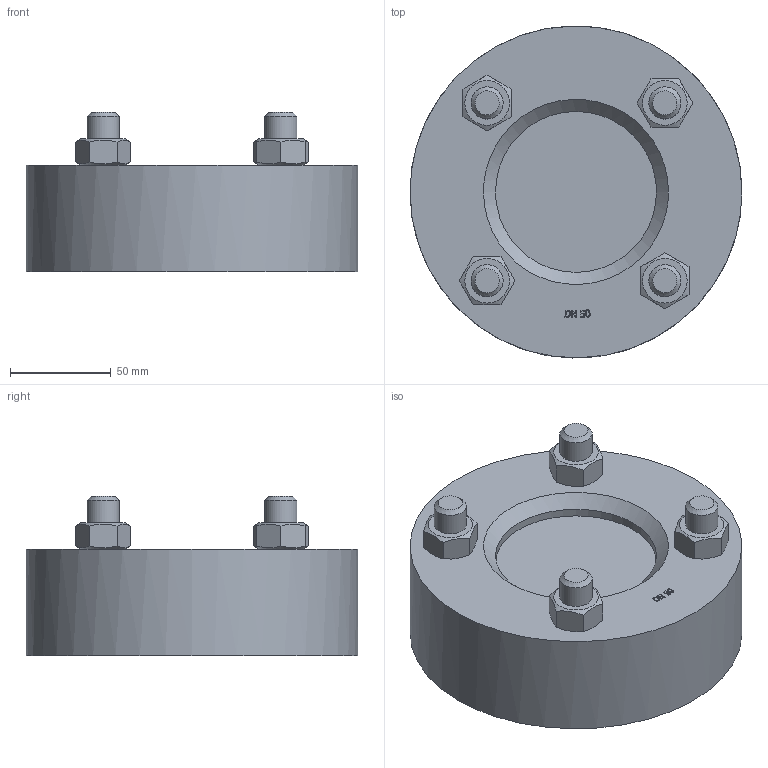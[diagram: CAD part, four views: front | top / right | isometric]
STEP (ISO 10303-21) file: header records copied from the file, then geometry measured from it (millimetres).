
FILE_DESCRIPTION(('HOOPS Exchange Step'),'2;1');
FILE_NAME('BS02_DN50.stp','2025-05-26T11:29:53+02:00',('nieru'),('Unknown organisation'),'HOOPS Exchange 2024.2','HOOPS Exchange','Unknown authorisation');
FILE_SCHEMA( ('AP203_CONFIGURATION_CONTROLLED_3D_DESIGN_OF_MECHANICAL_PARTS_AND_ASSEMBLIES_MIM_LF') );
Length unit declared in the file: millimetre
Products named in the file (1): root
Bounding box: 165 x 164.96 x 79.23 mm (x, y, z)
Volume: 965870.4 mm3; surface area: 83316.6 mm2
Topology: 1 solids, 1 shells, 119 faces, 309 edges, 208 vertices
Faces by surface type: plane 65, bspline 33, cone 14, cylinder 7
Full cylindrical faces by diameter (mm): 16 x4, 80 x2, 165 x1
Entity records: 12982 total; most frequent: CARTESIAN_POINT 10465, ORIENTED_EDGE 618, EDGE_CURVE 309, DIRECTION 308, VERTEX_POINT 208, B_SPLINE_CURVE_WITH_KNOTS 135, EDGE_LOOP 135, FACE_BOUND 135
